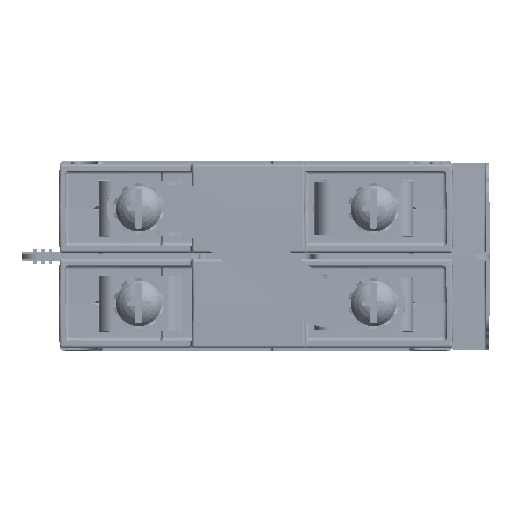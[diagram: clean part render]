
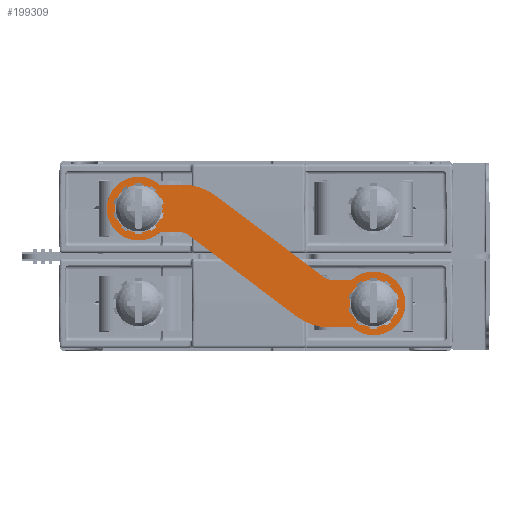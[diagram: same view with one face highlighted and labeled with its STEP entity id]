
A CAD part, front view. The second image highlights one B-rep face of the part: STEP entity #199309.
In plain terms, the highlighted planar face has unit normal (0, -1, 0).
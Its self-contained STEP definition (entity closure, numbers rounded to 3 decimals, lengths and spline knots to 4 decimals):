
#180328=CARTESIAN_POINT('',(0.7499,-2.26,
0.2495));
#180329=DIRECTION('',(0.,-1.,0.));
#180330=DIRECTION('',(-0.602,0.,-0.799));
#180331=AXIS2_PLACEMENT_3D('',#180328,#180329,#180330);
#180333=DIRECTION('',(-0.799,0.,0.602));
#180334=VECTOR('',#180333,1.0699);
#180335=CARTESIAN_POINT('',(0.487,-2.26,
-0.0996));
#180336=LINE('',#180335,#180334);
#180337=DIRECTION('',(-1.,0.,0.));
#180338=VECTOR('',#180337,0.1784);
#180339=CARTESIAN_POINT('',(-0.4049,-2.26,
0.5565));
#180340=LINE('',#180339,#180338);
#180341=CARTESIAN_POINT('',(-0.7488,-2.26,
0.7439));
#180342=DIRECTION('',(0.,1.,0.));
#180343=DIRECTION('',(0.662,0.,-0.75));
#180344=AXIS2_PLACEMENT_3D('',#180341,#180342,#180343);
#180346=DIRECTION('',(1.,0.,0.));
#180347=VECTOR('',#180346,0.1784);
#180348=CARTESIAN_POINT('',(-0.5835,-2.26,
0.9315));
#180349=LINE('',#180348,#180347);
#180350=CARTESIAN_POINT('',(-0.4049,-2.26,
0.4945));
#180351=DIRECTION('',(0.,-1.,0.));
#180352=DIRECTION('',(0.602,0.,0.799));
#180353=AXIS2_PLACEMENT_3D('',#180350,#180351,#180352);
#180355=DIRECTION('',(0.799,0.,-0.602));
#180356=VECTOR('',#180355,1.0699);
#180357=CARTESIAN_POINT('',(-0.142,-2.26,
0.8436));
#180358=LINE('',#180357,#180356);
#180359=DIRECTION('',(1.,0.,0.));
#180360=VECTOR('',#180359,0.1784);
#180361=CARTESIAN_POINT('',(0.7499,-2.26,
0.1875));
#180362=LINE('',#180361,#180360);
#180363=CARTESIAN_POINT('',(1.0938,-2.26,
0.0001));
#180364=DIRECTION('',(0.,1.,0.));
#180365=DIRECTION('',(-0.662,0.,0.75));
#180366=AXIS2_PLACEMENT_3D('',#180363,#180364,#180365);
#180368=DIRECTION('',(-1.,0.,0.));
#180369=VECTOR('',#180368,0.1784);
#180370=CARTESIAN_POINT('',(0.9285,-2.26,
-0.1875));
#180371=LINE('',#180370,#180369);
#180372=CARTESIAN_POINT('',(-0.749,-2.26,0.744));
#180373=DIRECTION('',(0.,1.,0.));
#180374=DIRECTION('',(1.,0.,0.));
#180375=AXIS2_PLACEMENT_3D('',#180372,#180373,#180374);
#180377=CARTESIAN_POINT('',(-0.749,-2.26,0.744));
#180378=DIRECTION('',(0.,1.,0.));
#180379=DIRECTION('',(-1.,0.,0.));
#180380=AXIS2_PLACEMENT_3D('',#180377,#180378,#180379);
#180382=CARTESIAN_POINT('',(1.0938,-2.26,
0.0001));
#180383=DIRECTION('',(0.,1.,0.));
#180384=DIRECTION('',(1.,0.,0.));
#180385=AXIS2_PLACEMENT_3D('',#180382,#180383,#180384);
#180387=CARTESIAN_POINT('',(1.0938,-2.26,
0.0001));
#180388=DIRECTION('',(0.,1.,0.));
#180389=DIRECTION('',(-1.,0.,0.));
#180390=AXIS2_PLACEMENT_3D('',#180387,#180388,#180389);
#180404=CARTESIAN_POINT('',(-0.4049,-2.26,
0.4945));
#180405=DIRECTION('',(0.,1.,0.));
#180406=DIRECTION('',(0.,0.,1.));
#180407=AXIS2_PLACEMENT_3D('',#180404,#180405,#180406);
#180438=CARTESIAN_POINT('',(0.7499,-2.26,
0.2495));
#180439=DIRECTION('',(0.,1.,0.));
#180440=DIRECTION('',(0.,0.,-1.));
#180441=AXIS2_PLACEMENT_3D('',#180438,#180439,#180440);
#193279=CARTESIAN_POINT('',(0.9284,-2.26,
0.1875));
#193280=CARTESIAN_POINT('',(0.9285,-2.26,
-0.1875));
#193281=VERTEX_POINT('',#193279);
#193282=VERTEX_POINT('',#193280);
#193283=CARTESIAN_POINT('',(-0.5834,-2.26,
0.5565));
#193284=CARTESIAN_POINT('',(-0.5835,-2.26,
0.9315));
#193285=VERTEX_POINT('',#193283);
#193286=VERTEX_POINT('',#193284);
#193287=CARTESIAN_POINT('',(-0.4049,-2.26,
0.5565));
#193288=VERTEX_POINT('',#193287);
#193289=CARTESIAN_POINT('',(0.7499,-2.26,
0.1875));
#193290=VERTEX_POINT('',#193289);
#193291=CARTESIAN_POINT('',(0.7126,-2.26,
0.2));
#193292=VERTEX_POINT('',#193291);
#193293=CARTESIAN_POINT('',(-0.3676,-2.26,
0.544));
#193294=VERTEX_POINT('',#193293);
#193295=CARTESIAN_POINT('',(0.487,-2.26,
-0.0996));
#193296=CARTESIAN_POINT('',(0.75,-2.26,
-0.1875));
#193297=VERTEX_POINT('',#193295);
#193298=VERTEX_POINT('',#193296);
#193299=CARTESIAN_POINT('',(-0.142,-2.26,
0.8436));
#193300=CARTESIAN_POINT('',(-0.405,-2.26,
0.9315));
#193301=VERTEX_POINT('',#193299);
#193302=VERTEX_POINT('',#193300);
#193319=CARTESIAN_POINT('',(-0.5615,-2.26,0.744));
#193320=CARTESIAN_POINT('',(-0.9365,-2.26,0.744));
#193321=VERTEX_POINT('',#193319);
#193322=VERTEX_POINT('',#193320);
#193580=CARTESIAN_POINT('',(1.2813,-2.26,
0.0001));
#193581=CARTESIAN_POINT('',(0.9063,-2.26,
0.0001));
#193582=VERTEX_POINT('',#193580);
#193583=VERTEX_POINT('',#193581);
#199268=CARTESIAN_POINT('',(-0.7488,-2.26,
0.7439));
#199269=DIRECTION('',(0.,1.,0.));
#199270=DIRECTION('',(0.374,0.,0.927));
#199271=AXIS2_PLACEMENT_3D('',#199268,#199269,#199270);
#199272=PLANE('',#199271);
#199274=ORIENTED_EDGE('',*,*,#199273,.F.);
#199276=ORIENTED_EDGE('',*,*,#199275,.T.);
#199278=ORIENTED_EDGE('',*,*,#199277,.F.);
#199280=ORIENTED_EDGE('',*,*,#199279,.T.);
#199282=ORIENTED_EDGE('',*,*,#199281,.T.);
#199284=ORIENTED_EDGE('',*,*,#199283,.T.);
#199286=ORIENTED_EDGE('',*,*,#199285,.F.);
#199288=ORIENTED_EDGE('',*,*,#199287,.T.);
#199290=ORIENTED_EDGE('',*,*,#199289,.F.);
#199292=ORIENTED_EDGE('',*,*,#199291,.T.);
#199293=ORIENTED_EDGE('',*,*,#194389,.T.);
#199295=ORIENTED_EDGE('',*,*,#199294,.T.);
#199296=EDGE_LOOP('',(#199274,#199276,#199278,#199280,#199282,#199284,#199286,
#199288,#199290,#199292,#199293,#199295));
#199297=FACE_OUTER_BOUND('',#199296,.F.);
#199299=ORIENTED_EDGE('',*,*,#199298,.F.);
#199301=ORIENTED_EDGE('',*,*,#199300,.F.);
#199302=EDGE_LOOP('',(#199299,#199301));
#199303=FACE_BOUND('',#199302,.F.);
#199304=ORIENTED_EDGE('',*,*,#199258,.F.);
#199306=ORIENTED_EDGE('',*,*,#199305,.F.);
#199307=EDGE_LOOP('',(#199304,#199306));
#199308=FACE_BOUND('',#199307,.F.);
#180332=CIRCLE('',#180331,0.437);
#180345=CIRCLE('',#180344,0.25);
#180354=CIRCLE('',#180353,0.437);
#180367=CIRCLE('',#180366,0.25);
#180376=CIRCLE('',#180375,0.1875);
#180381=CIRCLE('',#180380,0.1875);
#180386=CIRCLE('',#180385,0.1875);
#180391=CIRCLE('',#180390,0.1875);
#180408=CIRCLE('',#180407,0.062);
#180442=CIRCLE('',#180441,0.062);
#194389=EDGE_CURVE('',#193281,#193282,#180367,.T.);
#199258=EDGE_CURVE('',#193582,#193583,#180386,.T.);
#199273=EDGE_CURVE('',#193297,#193298,#180332,.T.);
#199275=EDGE_CURVE('',#193297,#193294,#180336,.T.);
#199277=EDGE_CURVE('',#193288,#193294,#180408,.T.);
#199279=EDGE_CURVE('',#193288,#193285,#180340,.T.);
#199281=EDGE_CURVE('',#193285,#193286,#180345,.T.);
#199283=EDGE_CURVE('',#193286,#193302,#180349,.T.);
#199285=EDGE_CURVE('',#193301,#193302,#180354,.T.);
#199287=EDGE_CURVE('',#193301,#193292,#180358,.T.);
#199289=EDGE_CURVE('',#193290,#193292,#180442,.T.);
#199291=EDGE_CURVE('',#193290,#193281,#180362,.T.);
#199294=EDGE_CURVE('',#193282,#193298,#180371,.T.);
#199298=EDGE_CURVE('',#193321,#193322,#180376,.T.);
#199300=EDGE_CURVE('',#193322,#193321,#180381,.T.);
#199305=EDGE_CURVE('',#193583,#193582,#180391,.T.);
#199309=ADVANCED_FACE('',(#199297,#199303,#199308),#199272,.F.);
